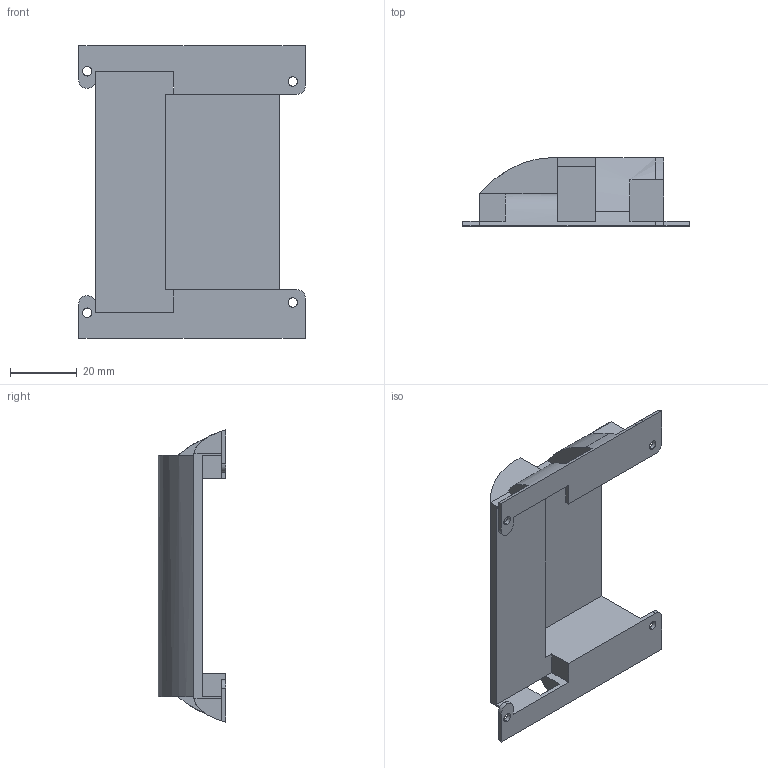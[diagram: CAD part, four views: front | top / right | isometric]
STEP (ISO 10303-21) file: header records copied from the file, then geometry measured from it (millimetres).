
FILE_DESCRIPTION (( 'STEP AP214' ), '1' );
FILE_NAME ('Flight Computer Sled Cover Cantaloupe v2.STEP', '2026-02-13T02:19:03', ( '' ), ( '' ), 'SwSTEP 2.0', 'SolidWorks 2025', '' );
FILE_SCHEMA (( 'AUTOMOTIVE_DESIGN' ));
Length unit declared in the file: inch
Products named in the file (1): Flight Computer Sled Cover Cantaloupe v2
Bounding box: 67.82 x 20.32 x 87.38 mm (x, y, z)
Volume: 30849.5 mm3; surface area: 15157 mm2
Topology: 1 solids, 1 shells, 71 faces, 209 edges, 136 vertices
Faces by surface type: plane 44, cylinder 14, bspline 13
Entity records: 2408 total; most frequent: CARTESIAN_POINT 546, ORIENTED_EDGE 418, DIRECTION 323, EDGE_CURVE 209, LINE 149, VECTOR 149, VERTEX_POINT 136, AXIS2_PLACEMENT_3D 87
